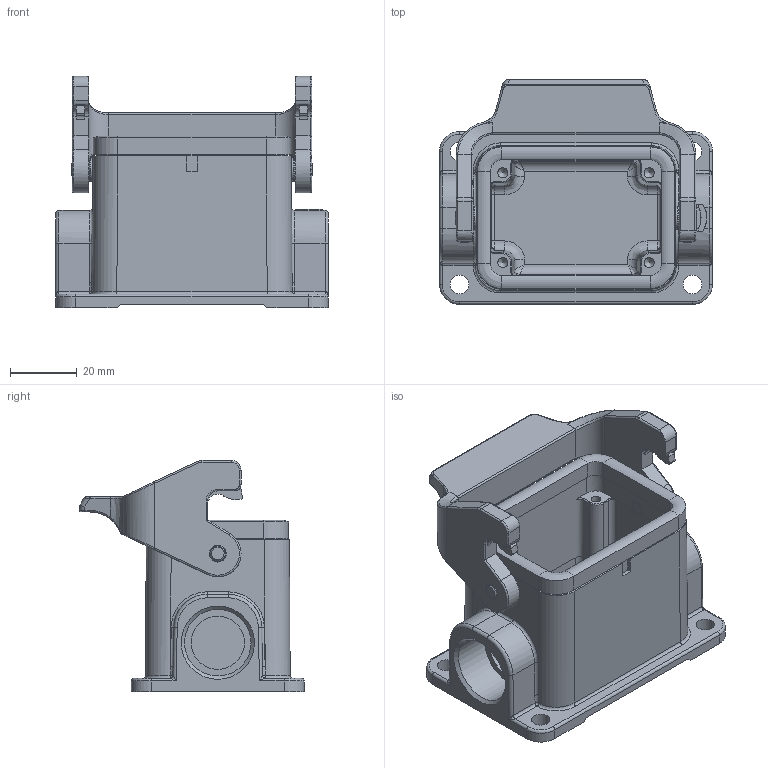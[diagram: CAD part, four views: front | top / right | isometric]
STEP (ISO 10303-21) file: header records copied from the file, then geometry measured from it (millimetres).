
FILE_DESCRIPTION(/* description */ (''),/* implementation_level */ '2;1');
FILE_NAME(/* name */ '100595309ugm000_d.stp',/* time_stamp */ '2017-10-31T11:02:44+01:00',/* author */ (''),/* organization */ (''),/* preprocessor_version */ 'ST-DEVELOPER v16',/* originating_system */ 'SIEMENS PLM Software NX 10.0',/* authorisation */ '');
FILE_SCHEMA (('AUTOMOTIVE_DESIGN { 1 0 10303 214 3 1 1 1 }'));
Length unit declared in the file: millimetre
Products named in the file (1): 100595309ugm000_d
Bounding box: 82 x 67.5 x 69.5 mm (x, y, z)
Volume: 76318.4 mm3; surface area: 36729.2 mm2
Topology: 2 solids, 2 shells, 526 faces, 1894 edges, 1915 vertices
Faces by surface type: plane 205, cylinder 180, bspline 102, torus 20, cone 11, sphere 6, extrusion 2
Full cylindrical faces by diameter (mm): 0.88 x1, 1.04 x1, 3 x4, 4 x2, 4.8 x2, 5.1 x2, 5.6 x4, 7 x2, 16 x1, 18.6 x1, 20 x1
Entity records: 25430 total; most frequent: CARTESIAN_POINT 8230, DIRECTION 2550, ORIENTED_EDGE 2532, EDGE_CURVE 1266, AXIS2_PLACEMENT_3D 879, PRESENTATION_STYLE_ASSIGNMENT 842, VERTEX_POINT 803, VECTOR 792
